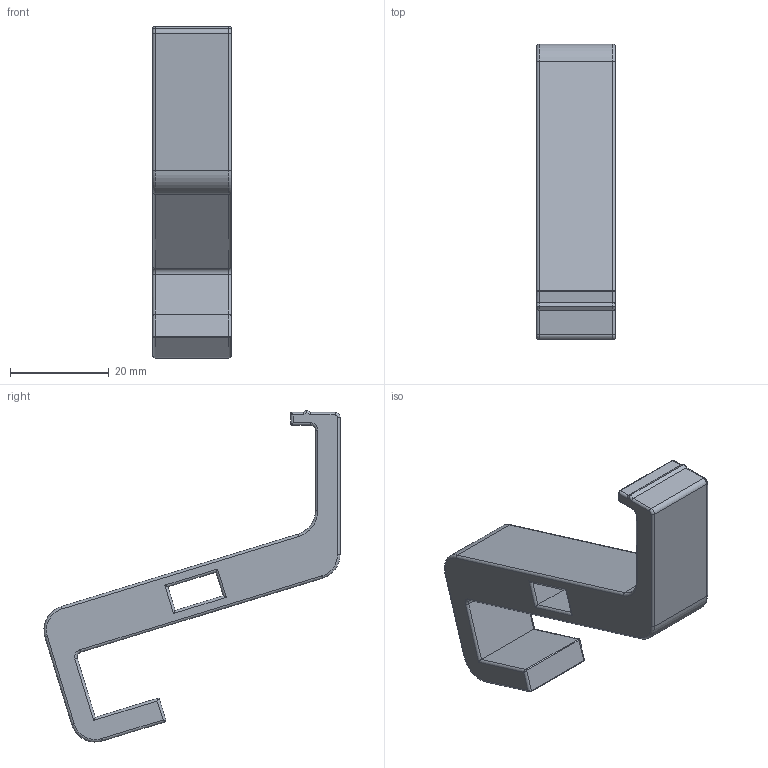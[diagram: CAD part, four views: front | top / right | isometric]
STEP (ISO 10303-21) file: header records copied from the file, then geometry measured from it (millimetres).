
FILE_DESCRIPTION(('FreeCAD Model'),'2;1');
FILE_NAME('Open CASCADE Shape Model','2024-03-18T22:31:19',(''),(''), 'Open CASCADE STEP processor 7.6','FreeCAD','Unknown');
FILE_SCHEMA(('AUTOMOTIVE_DESIGN { 1 0 10303 214 1 1 1 1 }'));
Length unit declared in the file: millimetre
Products named in the file (1): Main-Arm
Bounding box: 16 x 60.01 x 67.3 mm (x, y, z)
Volume: 13589.7 mm3; surface area: 6182 mm2
Topology: 1 solids, 1 shells, 92 faces, 210 edges, 112 vertices
Faces by surface type: cylinder 49, plane 21, torus 14, bspline 8
Entity records: 2856 total; most frequent: CARTESIAN_POINT 871, DIRECTION 428, ORIENTED_EDGE 404, EDGE_CURVE 202, AXIS2_PLACEMENT_3D 161, VERTEX_POINT 112, LINE 106, VECTOR 106
